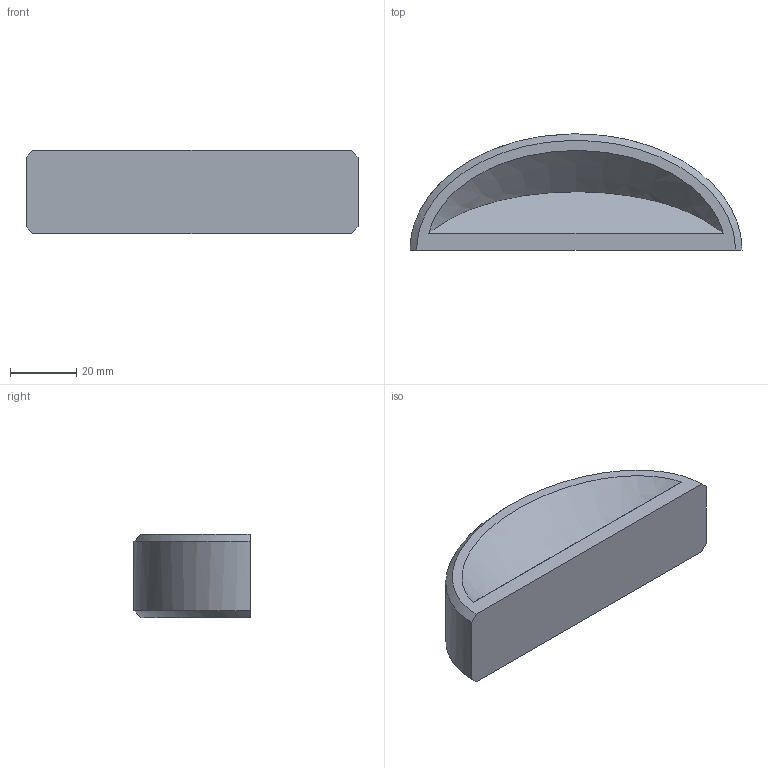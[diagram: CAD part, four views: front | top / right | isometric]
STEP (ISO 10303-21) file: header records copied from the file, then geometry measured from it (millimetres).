
FILE_DESCRIPTION(/* description */ (''),/* implementation_level */ '2;1');
FILE_NAME(/* name */ 'Door Bumper v1.step',/* time_stamp */ '2024-08-11T12:32:16-07:00',/* author */ (''),/* organization */ (''),/* preprocessor_version */ 'ST-DEVELOPER v20',/* originating_system */ 'Autodesk Translation Framework v13.14.0.145',/* authorisation */ '');
FILE_SCHEMA (('AUTOMOTIVE_DESIGN { 1 0 10303 214 3 1 1 }'));
Length unit declared in the file: millimetre
Products named in the file (1): Door Bumper
Bounding box: 100 x 34.99 x 25 mm (x, y, z)
Volume: 51454.9 mm3; surface area: 12354.5 mm2
Topology: 1 solids, 1 shells, 11 faces, 22 edges, 15 vertices
Faces by surface type: plane 6, bspline 5
Entity records: 569 total; most frequent: CARTESIAN_POINT 347, ORIENTED_EDGE 44, EDGE_CURVE 22, DIRECTION 21, B_SPLINE_CURVE_WITH_KNOTS 15, VERTEX_POINT 15, EDGE_LOOP 13, FACE_OUTER_BOUND 11
